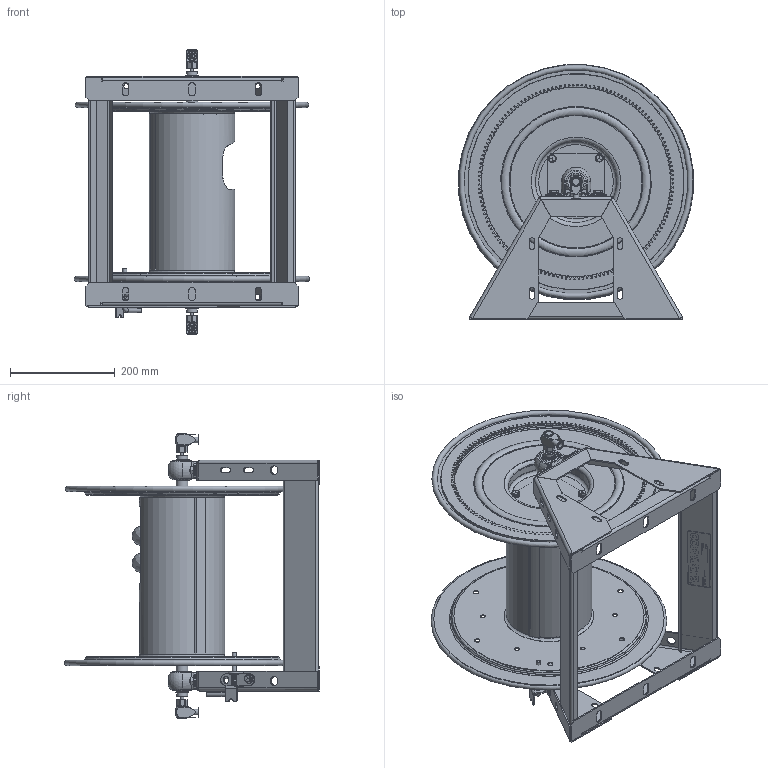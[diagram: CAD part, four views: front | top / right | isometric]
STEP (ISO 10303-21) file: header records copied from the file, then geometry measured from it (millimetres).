
FILE_DESCRIPTION(/* description */ (''),/* implementation_level */ '2;1');
FILE_NAME(/* name */ '1275HPL-4-12_SHARED.stp',/* time_stamp */ '2020-03-16T13:29:56-07:00',/* author */ ('NMelton'),/* organization */ (''),/* preprocessor_version */ 'ST-DEVELOPER v17',/* originating_system */ 'Autodesk Inventor 2019',/* authorisation */ '');
FILE_SCHEMA (('AUTOMOTIVE_DESIGN { 1 0 10303 214 3 1 1 }'));
Products named in the file (1): 1275HPL-4-12_SHARED
Bounding box: 449.67 x 487.35 x 546.35 mm (x, y, z)
Surface area: 1723772.8 mm2 (no closed solid volume)
Topology: 0 solids, 137 shells, 2709 faces, 9398 edges, 6618 vertices
Faces by surface type: cylinder 1136, plane 877, cone 306, bspline 268, torus 92, sphere 30
Full cylindrical faces by diameter (mm): 1.245 x4, 1.321 x4, 2.54 x1, 3.048 x1, 3.975 x6, 6.35 x2, 6.985 x4, 7.925 x3, 7.938 x7, 8.382 x1, 8.636 x6, 8.738 x1, 8.763 x1, 9.525 x1, 10.414 x6, 10.592 x2, 11.43 x9, 12.7 x4, 12.859 x4, 13.398 x2, 13.843 x1, 13.868 x2, 14.186 x4, 14.3 x2, 15.875 x2, 16.662 x4, 16.764 x1, 17.575 x2, 17.615 x1, 18.644 x2
Entity records: 117950 total; most frequent: CARTESIAN_POINT 39606, ORIENTED_EDGE 15341, DIRECTION 14506, EDGE_CURVE 9346, VERTEX_POINT 6618, AXIS2_PLACEMENT_3D 5209, LINE 4088, VECTOR 4088
